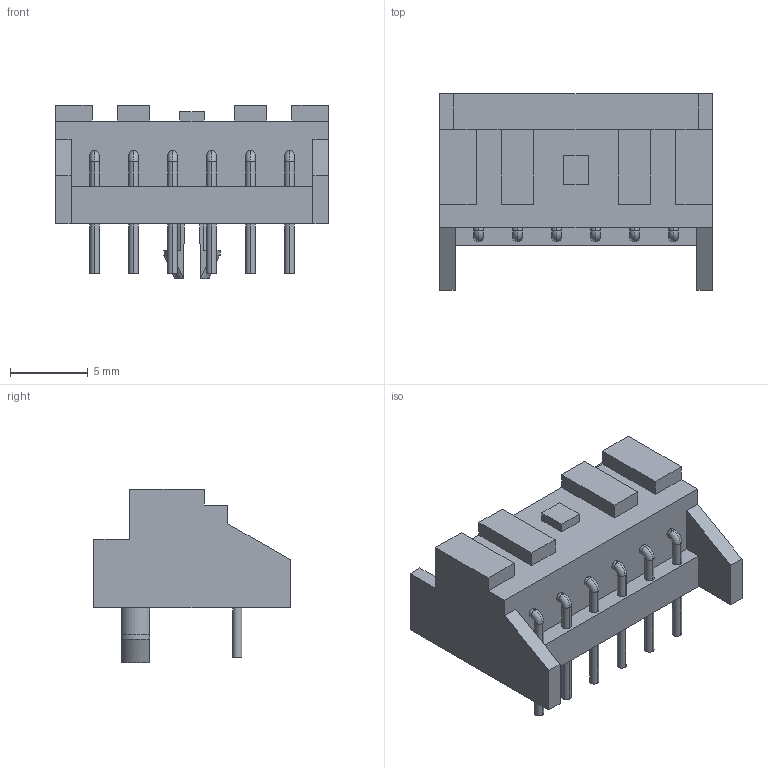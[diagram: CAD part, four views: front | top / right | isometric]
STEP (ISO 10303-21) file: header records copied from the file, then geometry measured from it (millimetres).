
FILE_DESCRIPTION (( 'STEP AP214' ), '1' );
FILE_NAME ('S06B-XASK-1.STEP', '2010-06-11T06:48:39', ( ' ' ), ( '' ), 'SwSTEP 2.0', 'SolidWorks 2009', '' );
FILE_SCHEMA (( 'AUTOMOTIVE_DESIGN' ));
Length unit declared in the file: millimetre
Products named in the file (1): S06B-XASK-1
Bounding box: 17.5 x 12.6 x 11.1 mm (x, y, z)
Volume: 690.2 mm3; surface area: 1113.2 mm2
Topology: 1 solids, 1 shells, 131 faces, 314 edges, 200 vertices
Faces by surface type: plane 63, cylinder 54, torus 12, bspline 2
Entity records: 5511 total; most frequent: CARTESIAN_POINT 867, DIRECTION 690, ORIENTED_EDGE 628, EDGE_CURVE 314, AXIS2_PLACEMENT_3D 249, VERTEX_POINT 200, VECTOR 192, LINE 192
